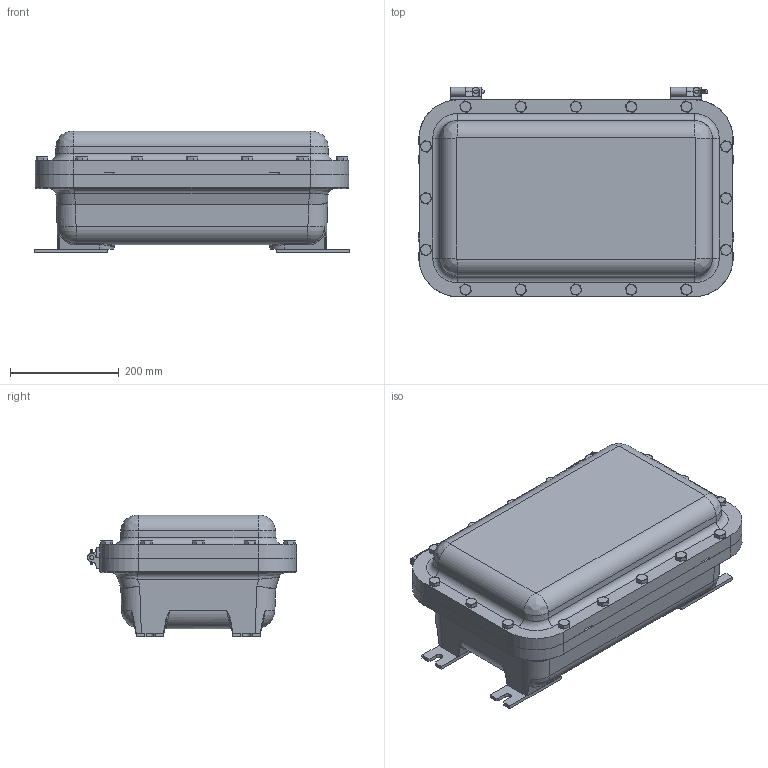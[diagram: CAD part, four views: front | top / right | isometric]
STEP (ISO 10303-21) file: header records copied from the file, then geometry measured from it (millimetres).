
FILE_DESCRIPTION(/* description */ (''),/* implementation_level */ '2;1');
FILE_NAME(/* name */ 'KIL_B7EB.stp',/* time_stamp */ '2018-01-18T13:32:53+05:00',/* author */ ('ypadmaraja'),/* organization */ (''),/* preprocessor_version */ 'ST-DEVELOPER v16.13',/* originating_system */ 'Autodesk Inventor 2018',/* authorisation */ '');
FILE_SCHEMA (('AUTOMOTIVE_DESIGN { 1 0 10303 214 3 1 1 }'));
Length unit declared in the file: inch
Products named in the file (13): B7EB; 16423ACAM; 16424; Hinge 11B; 18094; Hinge 11T; 18095; 18093; SAE J487a - 1/8 x 3/4    Extended Prong Square Cut Type; 18147AABB; 17339; 0106275B; 16972AAAB
Assembly tree (45 placements, depth 3):
  B7EB
    16423ACAM
    16424
    Hinge 11B
      18094
      18093
    Hinge 11T
      18095
      18093
      SAE J487a - 1/8 x 3/4    Extended Prong Square Cut Type
    18147AABB  x8
    17339  x16
    0106275B  x4
    16972AAAB  x8
Bounding box: 581.15 x 384.91 x 224.03 mm (x, y, z)
Volume: 12304247.1 mm3; surface area: 1511546.4 mm2
Topology: 45 solids, 45 shells, 2067 faces, 5340 edges, 3457 vertices
Faces by surface type: plane 1110, cone 410, cylinder 336, bspline 161, torus 46, sphere 4
Full cylindrical faces by diameter (mm): 2.779 x1, 3.175 x1, 4.978 x4, 5.613 x8, 6.198 x8, 6.746 x8, 7.798 x8, 8.075 x2, 8.077 x4, 9.286 x8, 10.312 x8, 10.592 x16, 11.43 x16, 12.294 x16, 12.418 x8, 12.675 x16, 13.487 x16, 13.494 x4, 17.272 x16
Entity records: 30600 total; most frequent: CARTESIAN_POINT 9041, ORIENTED_EDGE 4226, DIRECTION 4110, EDGE_CURVE 2113, AXIS2_PLACEMENT_3D 1512, VERTEX_POINT 1454, EDGE_LOOP 1253, LINE 1086
